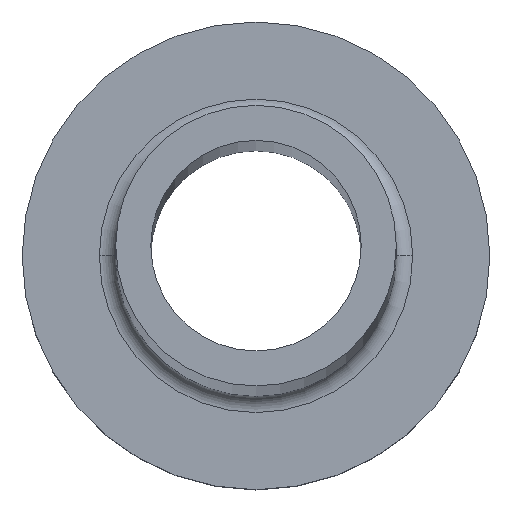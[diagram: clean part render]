
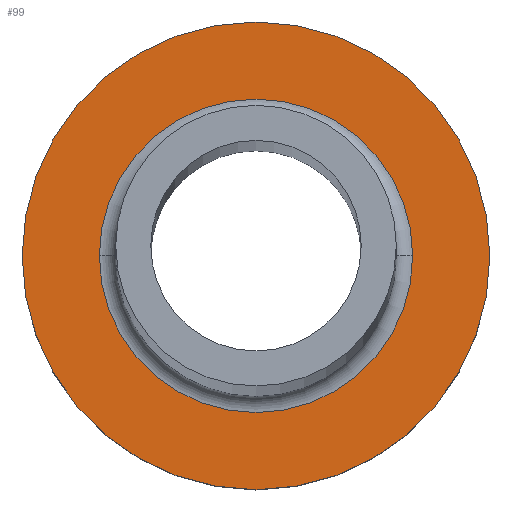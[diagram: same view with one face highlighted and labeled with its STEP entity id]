
A CAD part, top view. The second image highlights one B-rep face of the part: STEP entity #99.
In plain terms, the highlighted planar face has unit normal (0, 0, 1).
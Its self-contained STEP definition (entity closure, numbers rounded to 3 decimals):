
#9 = DIRECTION ( 'NONE',  ( 0., 0., -1. ) ) ;
#22 = DIRECTION ( 'NONE',  ( 0., 0., 1. ) ) ;
#34 = CARTESIAN_POINT ( 'NONE',  ( 10., 0., 7. ) ) ;
#40 = ORIENTED_EDGE ( 'NONE', *, *, #229, .T. ) ;
#47 = DIRECTION ( 'NONE',  ( 0., 0., 1. ) ) ;
#55 = PLANE ( 'NONE',  #238 ) ;
#68 = EDGE_LOOP ( 'NONE', ( #219, #305 ) ) ;
#70 = EDGE_CURVE ( 'NONE', #161, #79, #321, .T. ) ;
#79 = VERTEX_POINT ( 'NONE', #282 ) ;
#81 = DIRECTION ( 'NONE',  ( 1., 0., 0. ) ) ;
#89 = EDGE_CURVE ( 'NONE', #79, #161, #311, .T. ) ;
#99 = ADVANCED_FACE ( 'NONE', ( #378, #164 ), #55, .T. ) ;
#102 = VERTEX_POINT ( 'NONE', #141 ) ;
#109 = CARTESIAN_POINT ( 'NONE',  ( 0., 0., 7. ) ) ;
#110 = VERTEX_POINT ( 'NONE', #230 ) ;
#111 = AXIS2_PLACEMENT_3D ( 'NONE', #152, #9, #118 ) ;
#118 = DIRECTION ( 'NONE',  ( 1., 0., 0. ) ) ;
#129 = ORIENTED_EDGE ( 'NONE', *, *, #249, .T. ) ;
#141 = CARTESIAN_POINT ( 'NONE',  ( -6.7, 0., 7. ) ) ;
#150 = DIRECTION ( 'NONE',  ( 0., 0., -1. ) ) ;
#152 = CARTESIAN_POINT ( 'NONE',  ( 0., 0., 7. ) ) ;
#161 = VERTEX_POINT ( 'NONE', #34 ) ;
#162 = CARTESIAN_POINT ( 'NONE',  ( 0., 0., 7. ) ) ;
#164 = FACE_OUTER_BOUND ( 'NONE', #68, .T. ) ;
#169 = DIRECTION ( 'NONE',  ( 0., 0., 1. ) ) ;
#181 = DIRECTION ( 'NONE',  ( 1., 0., 0. ) ) ;
#197 = CARTESIAN_POINT ( 'NONE',  ( 0., 0., 7. ) ) ;
#199 = DIRECTION ( 'NONE',  ( 1., 0., 0. ) ) ;
#219 = ORIENTED_EDGE ( 'NONE', *, *, #89, .T. ) ;
#229 = EDGE_CURVE ( 'NONE', #102, #110, #335, .T. ) ;
#230 = CARTESIAN_POINT ( 'NONE',  ( 6.7, 0., 7. ) ) ;
#238 = AXIS2_PLACEMENT_3D ( 'NONE', #109, #169, #283 ) ;
#240 = AXIS2_PLACEMENT_3D ( 'NONE', #360, #150, #181 ) ;
#249 = EDGE_CURVE ( 'NONE', #110, #102, #278, .T. ) ;
#278 = CIRCLE ( 'NONE', #111, 6.7 ) ;
#282 = CARTESIAN_POINT ( 'NONE',  ( -10., 0., 7. ) ) ;
#283 = DIRECTION ( 'NONE',  ( 1., 0., 0. ) ) ;
#299 = AXIS2_PLACEMENT_3D ( 'NONE', #162, #47, #199 ) ;
#305 = ORIENTED_EDGE ( 'NONE', *, *, #70, .T. ) ;
#308 = EDGE_LOOP ( 'NONE', ( #129, #40 ) ) ;
#311 = CIRCLE ( 'NONE', #353, 10. ) ;
#321 = CIRCLE ( 'NONE', #299, 10. ) ;
#335 = CIRCLE ( 'NONE', #240, 6.7 ) ;
#353 = AXIS2_PLACEMENT_3D ( 'NONE', #197, #22, #81 ) ;
#360 = CARTESIAN_POINT ( 'NONE',  ( 0., 0., 7. ) ) ;
#378 = FACE_BOUND ( 'NONE', #308, .T. ) ;
